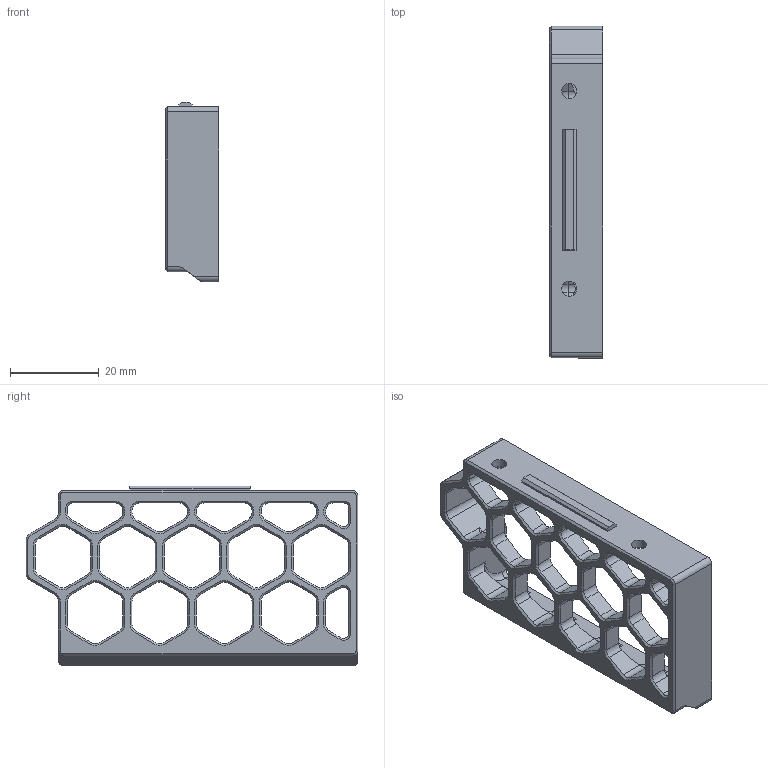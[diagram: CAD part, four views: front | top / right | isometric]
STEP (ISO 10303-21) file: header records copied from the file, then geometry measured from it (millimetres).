
FILE_DESCRIPTION(/* description */ (''),/* implementation_level */ '2;1');
FILE_NAME(/* name */ 'skirt_side_B_x2.step',/* time_stamp */ '2025-12-31T11:24:06-05:00',/* author */ (''),/* organization */ (''),/* preprocessor_version */ 'ST-DEVELOPER v20.1',/* originating_system */ 'Autodesk Translation Framework v14.21.0.0',/* authorisation */ '');
FILE_SCHEMA (('AUTOMOTIVE_DESIGN { 1 0 10303 214 3 1 1 }'));
Length unit declared in the file: millimetre
Products named in the file (1): skirt_side_B
Bounding box: 12 x 74.69 x 40.5 mm (x, y, z)
Volume: 8546.8 mm3; surface area: 8893.7 mm2
Topology: 1 solids, 1 shells, 424 faces, 1115 edges, 682 vertices
Faces by surface type: plane 202, cylinder 123, cone 90, bspline 5, torus 4
Full cylindrical faces by diameter (mm): 3.4 x2, 6.2 x2
Entity records: 13553 total; most frequent: CARTESIAN_POINT 2975, ORIENTED_EDGE 2230, DIRECTION 2199, EDGE_CURVE 1115, AXIS2_PLACEMENT_3D 748, LINE 703, VECTOR 703, VERTEX_POINT 682
